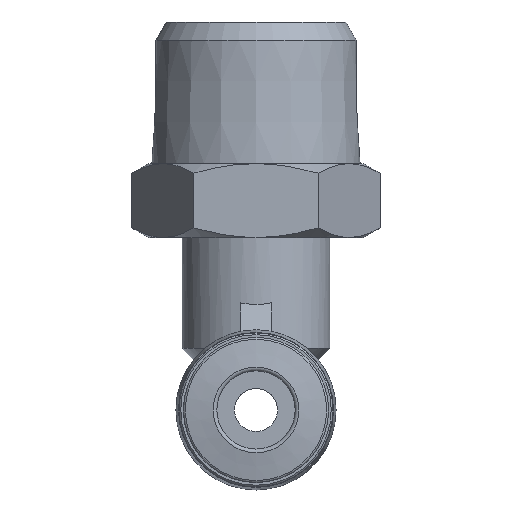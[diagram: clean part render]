
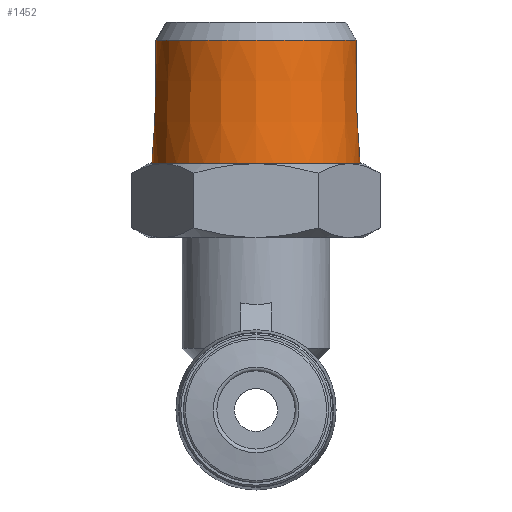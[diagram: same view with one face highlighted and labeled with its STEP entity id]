
A CAD part, left-side view. The second image highlights one B-rep face of the part: STEP entity #1452.
In plain terms, the highlighted conical face has half-angle 1.788 degrees and reference radius 8.455 mm.
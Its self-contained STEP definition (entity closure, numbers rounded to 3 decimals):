
#48=CONICAL_SURFACE('',#1583,8.455,0.031);
#384=ORIENTED_EDGE('',*,*,#521,.F.);
#385=ORIENTED_EDGE('',*,*,#491,.T.);
#491=EDGE_CURVE('',#587,#587,#637,.T.);
#521=EDGE_CURVE('',#612,#612,#667,.T.);
#587=VERTEX_POINT('',#2185);
#612=VERTEX_POINT('',#2269);
#637=CIRCLE('',#1525,8.455);
#667=CIRCLE('',#1584,8.142);
#762=EDGE_LOOP('',(#384));
#763=EDGE_LOOP('',(#385));
#870=FACE_BOUND('',#762,.T.);
#871=FACE_BOUND('',#763,.T.);
#1452=ADVANCED_FACE('',(#870,#871),#48,.T.);
#1525=AXIS2_PLACEMENT_3D('',#2184,#1737,#1738);
#1583=AXIS2_PLACEMENT_3D('',#2267,#1853,#1854);
#1584=AXIS2_PLACEMENT_3D('',#2268,#1855,#1856);
#1737=DIRECTION('',(0.,0.,1.));
#1738=DIRECTION('',(1.,0.,0.));
#1853=DIRECTION('',(0.,0.,-1.));
#1854=DIRECTION('',(-1.,0.,0.));
#1855=DIRECTION('',(0.,0.,1.));
#1856=DIRECTION('',(1.,0.,0.));
#2184=CARTESIAN_POINT('',(0.,0.,20.));
#2185=CARTESIAN_POINT('',(8.455,0.,20.));
#2267=CARTESIAN_POINT('',(0.,0.,20.));
#2268=CARTESIAN_POINT('',(0.,0.,30.035));
#2269=CARTESIAN_POINT('',(8.142,0.,30.035));
